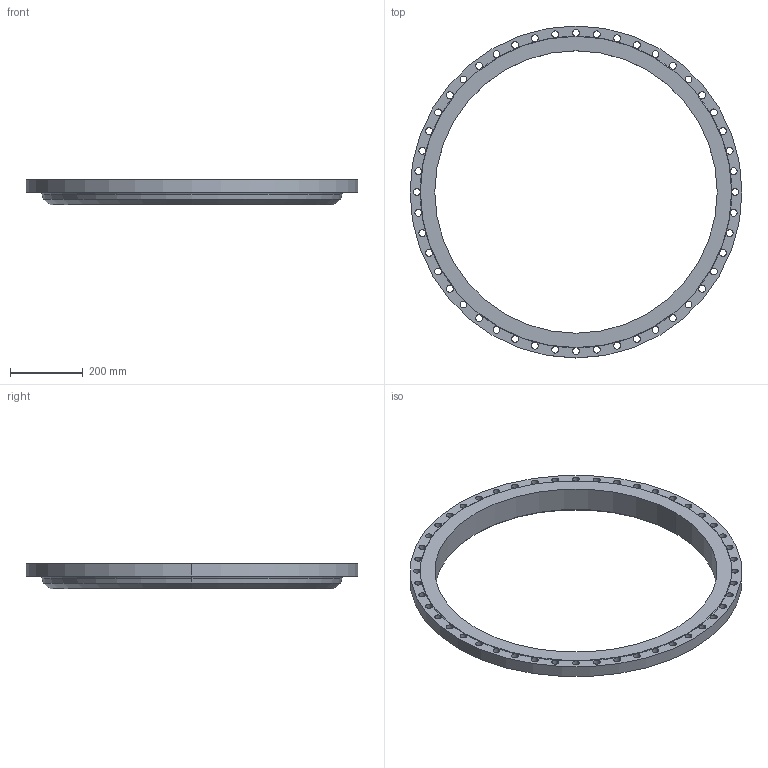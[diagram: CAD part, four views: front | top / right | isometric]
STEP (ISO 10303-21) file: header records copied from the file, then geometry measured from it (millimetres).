
FILE_DESCRIPTION (( 'STEP AP203' ), '1' );
FILE_NAME ('32_75_B1647B_RF_WNF_OB_S40.STEP', '2024-01-18T01:23:39', ( '' ), ( '' ), 'SwSTEP 2.0', 'SolidWorks 2023', '' );
FILE_SCHEMA (( 'CONFIG_CONTROL_DESIGN' ));
Length unit declared in the file: inch
Products named in the file (1): 32_75_B1647B_RF_WNF_OB_S40
Bounding box: 914.4 x 914.4 x 69.85 mm (x, y, z)
Volume: 7372519.2 mm3; surface area: 751362.2 mm2
Topology: 1 solids, 1 shells, 112 faces, 412 edges, 256 vertices
Faces by surface type: cylinder 102, cone 4, plane 4, torus 2
Entity records: 4789 total; most frequent: DIRECTION 944, ORIENTED_EDGE 824, CARTESIAN_POINT 781, AXIS2_PLACEMENT_3D 419, EDGE_CURVE 412, CIRCLE 306, VERTEX_POINT 256, EDGE_LOOP 164
